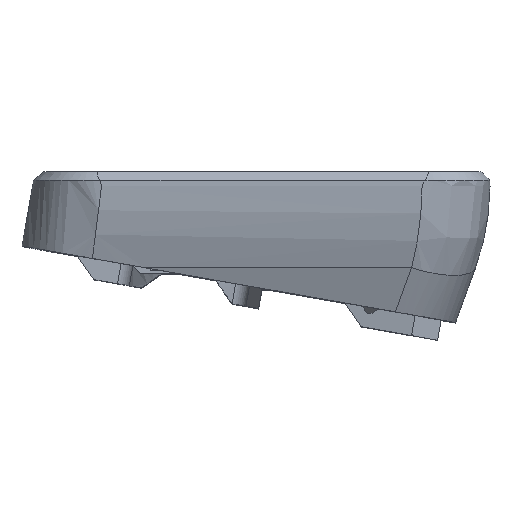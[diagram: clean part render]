
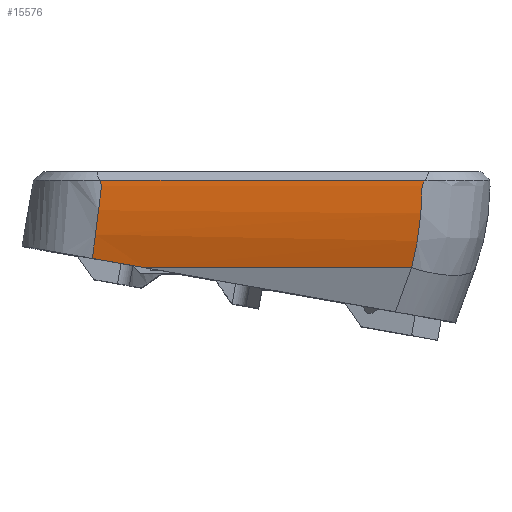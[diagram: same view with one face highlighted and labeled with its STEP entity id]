
A CAD part, top view. The second image highlights one B-rep face of the part: STEP entity #15576.
In plain terms, the highlighted cylindrical face has radius 50 mm (diameter 100 mm), a partial arc.
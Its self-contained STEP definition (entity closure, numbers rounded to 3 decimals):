
#152=CYLINDRICAL_SURFACE('',#16469,50.);
#802=ELLIPSE('',#16429,61.612,50.);
#805=ELLIPSE('',#16470,287.939,50.);
#1077=FACE_OUTER_BOUND('',#1929,.T.);
#1929=EDGE_LOOP('',(#10386,#10387,#10388,#10389,#10390,#10391,#10392,#10393,
#10394,#10395,#10396));
#2852=B_SPLINE_CURVE_WITH_KNOTS('',3,(#23104,#23105,#23106,#23107),
 .UNSPECIFIED.,.F.,.F.,(4,4),(4.093,4.119),
 .UNSPECIFIED.);
#2858=B_SPLINE_CURVE_WITH_KNOTS('',3,(#23314,#23315,#23316,#23317),
 .UNSPECIFIED.,.F.,.F.,(4,4),(0.,0.003),.UNSPECIFIED.);
#2865=B_SPLINE_CURVE_WITH_KNOTS('',3,(#23515,#23516,#23517,#23518),
 .UNSPECIFIED.,.F.,.F.,(4,4),(-0.586,-0.57),
 .UNSPECIFIED.);
#2866=B_SPLINE_CURVE_WITH_KNOTS('',3,(#23520,#23521,#23522,#23523,#23524,
#23525,#23526,#23527,#23528,#23529,#23530,#23531,#23532,#23533,#23534,#23535,
#23536,#23537,#23538),.UNSPECIFIED.,.F.,.F.,(4,3,3,3,3,3,4),(0.,0.002,
0.025,0.047,0.069,0.091,
0.099),.UNSPECIFIED.);
#2870=B_SPLINE_CURVE_WITH_KNOTS('',3,(#23891,#23892,#23893,#23894),
 .UNSPECIFIED.,.F.,.F.,(4,4),(1.262,1.566),
 .UNSPECIFIED.);
#2871=B_SPLINE_CURVE_WITH_KNOTS('',3,(#23896,#23897,#23898,#23899,#23900,
#23901,#23902,#23903,#23904,#23905,#23906,#23907,#23908),.UNSPECIFIED.,
 .F.,.F.,(4,3,3,3,4),(0.,0.022,0.044,0.067,
0.089),.UNSPECIFIED.);
#2872=B_SPLINE_CURVE_WITH_KNOTS('',3,(#23909,#23910,#23911,#23912),
 .UNSPECIFIED.,.F.,.F.,(4,4),(0.,0.019),.UNSPECIFIED.);
#2973=LINE('',#23156,#4627);
#2998=LINE('',#24114,#4652);
#4627=VECTOR('',#17870,10.);
#4652=VECTOR('',#17989,10.);
#6289=VERTEX_POINT('',#23071);
#6290=VERTEX_POINT('',#23103);
#6293=VERTEX_POINT('',#23149);
#6294=VERTEX_POINT('',#23287);
#6304=VERTEX_POINT('',#23514);
#6305=VERTEX_POINT('',#23519);
#6306=VERTEX_POINT('',#23539);
#6366=VERTEX_POINT('',#23858);
#6367=VERTEX_POINT('',#23890);
#6368=VERTEX_POINT('',#23895);
#6373=VERTEX_POINT('',#24112);
#7855=EDGE_CURVE('',#6289,#6290,#2852,.T.);
#7860=EDGE_CURVE('',#6293,#6289,#2973,.T.);
#7863=EDGE_CURVE('',#6294,#6293,#2858,.T.);
#7875=EDGE_CURVE('',#6304,#6290,#2865,.T.);
#7876=EDGE_CURVE('',#6305,#6304,#2866,.T.);
#7877=EDGE_CURVE('',#6305,#6306,#802,.T.);
#7939=EDGE_CURVE('',#6366,#6367,#2870,.T.);
#7940=EDGE_CURVE('',#6367,#6368,#2871,.T.);
#7941=EDGE_CURVE('',#6368,#6294,#2872,.T.);
#7948=EDGE_CURVE('',#6373,#6366,#805,.T.);
#7949=EDGE_CURVE('',#6373,#6306,#2998,.T.);
#10386=ORIENTED_EDGE('',*,*,#7863,.F.);
#10387=ORIENTED_EDGE('',*,*,#7941,.F.);
#10388=ORIENTED_EDGE('',*,*,#7940,.F.);
#10389=ORIENTED_EDGE('',*,*,#7939,.F.);
#10390=ORIENTED_EDGE('',*,*,#7948,.F.);
#10391=ORIENTED_EDGE('',*,*,#7949,.T.);
#10392=ORIENTED_EDGE('',*,*,#7877,.F.);
#10393=ORIENTED_EDGE('',*,*,#7876,.T.);
#10394=ORIENTED_EDGE('',*,*,#7875,.T.);
#10395=ORIENTED_EDGE('',*,*,#7855,.F.);
#10396=ORIENTED_EDGE('',*,*,#7860,.F.);
#15576=ADVANCED_FACE('',(#1077),#152,.T.);
#16429=AXIS2_PLACEMENT_3D('',#23540,#17882,#17883);
#16469=AXIS2_PLACEMENT_3D('',#24111,#17985,#17986);
#16470=AXIS2_PLACEMENT_3D('',#24113,#17987,#17988);
#17870=DIRECTION('',(1.,0.,0.));
#17882=DIRECTION('center_axis',(0.812,0.,
-0.584));
#17883=DIRECTION('ref_axis',(0.584,0.,0.812));
#17985=DIRECTION('center_axis',(1.,0.,0.));
#17986=DIRECTION('ref_axis',(0.,-0.174,0.985));
#17987=DIRECTION('center_axis',(-0.174,-0.985,0.));
#17988=DIRECTION('ref_axis',(0.985,-0.174,0.));
#17989=DIRECTION('',(1.,0.,0.));
#23071=CARTESIAN_POINT('',(75.646,27.801,51.327));
#23103=CARTESIAN_POINT('',(75.673,27.8,51.327));
#23104=CARTESIAN_POINT('Ctrl Pts',(75.646,27.801,51.327));
#23105=CARTESIAN_POINT('Ctrl Pts',(75.655,27.801,51.327));
#23106=CARTESIAN_POINT('Ctrl Pts',(75.664,27.8,51.327));
#23107=CARTESIAN_POINT('Ctrl Pts',(75.673,27.8,51.327));
#23149=CARTESIAN_POINT('',(8.646,27.801,51.327));
#23156=CARTESIAN_POINT('',(41.222,27.801,51.327));
#23287=CARTESIAN_POINT('',(8.619,27.8,51.327));
#23314=CARTESIAN_POINT('Ctrl Pts',(8.619,27.8,51.327));
#23315=CARTESIAN_POINT('Ctrl Pts',(8.628,27.8,51.327));
#23316=CARTESIAN_POINT('Ctrl Pts',(8.637,27.801,51.327));
#23317=CARTESIAN_POINT('Ctrl Pts',(8.646,27.801,51.327));
#23514=CARTESIAN_POINT('',(75.601,27.663,51.33));
#23515=CARTESIAN_POINT('Ctrl Pts',(75.601,27.663,51.33));
#23516=CARTESIAN_POINT('Ctrl Pts',(75.625,27.709,51.329));
#23517=CARTESIAN_POINT('Ctrl Pts',(75.649,27.754,51.328));
#23518=CARTESIAN_POINT('Ctrl Pts',(75.673,27.8,51.327));
#23519=CARTESIAN_POINT('',(75.095,26.687,51.335));
#23520=CARTESIAN_POINT('Ctrl Pts',(75.095,26.687,51.335));
#23521=CARTESIAN_POINT('Ctrl Pts',(75.098,26.694,51.335));
#23522=CARTESIAN_POINT('Ctrl Pts',(75.102,26.7,51.335));
#23523=CARTESIAN_POINT('Ctrl Pts',(75.105,26.707,51.335));
#23524=CARTESIAN_POINT('Ctrl Pts',(75.14,26.776,51.335));
#23525=CARTESIAN_POINT('Ctrl Pts',(75.178,26.85,51.335));
#23526=CARTESIAN_POINT('Ctrl Pts',(75.217,26.926,51.335));
#23527=CARTESIAN_POINT('Ctrl Pts',(75.255,26.999,51.335));
#23528=CARTESIAN_POINT('Ctrl Pts',(75.293,27.075,51.335));
#23529=CARTESIAN_POINT('Ctrl Pts',(75.333,27.15,51.335));
#23530=CARTESIAN_POINT('Ctrl Pts',(75.372,27.226,51.334));
#23531=CARTESIAN_POINT('Ctrl Pts',(75.411,27.302,51.334));
#23532=CARTESIAN_POINT('Ctrl Pts',(75.45,27.376,51.333));
#23533=CARTESIAN_POINT('Ctrl Pts',(75.49,27.453,51.332));
#23534=CARTESIAN_POINT('Ctrl Pts',(75.53,27.529,51.332));
#23535=CARTESIAN_POINT('Ctrl Pts',(75.567,27.599,51.331));
#23536=CARTESIAN_POINT('Ctrl Pts',(75.579,27.621,51.33));
#23537=CARTESIAN_POINT('Ctrl Pts',(75.59,27.642,51.33));
#23538=CARTESIAN_POINT('Ctrl Pts',(75.601,27.663,51.33));
#23539=CARTESIAN_POINT('',(72.924,9.808,48.32));
#23540=CARTESIAN_POINT('Origin',(39.095,26.909,1.335));
#23858=CARTESIAN_POINT('',(7.115,11.702,48.965));
#23890=CARTESIAN_POINT('',(9.018,26.687,51.335));
#23891=CARTESIAN_POINT('Ctrl Pts',(7.115,11.702,48.965));
#23892=CARTESIAN_POINT('Ctrl Pts',(7.729,16.539,50.507));
#23893=CARTESIAN_POINT('Ctrl Pts',(8.373,21.611,51.312));
#23894=CARTESIAN_POINT('Ctrl Pts',(9.018,26.687,51.335));
#23895=CARTESIAN_POINT('',(8.683,27.621,51.33));
#23896=CARTESIAN_POINT('Ctrl Pts',(9.018,26.687,51.335));
#23897=CARTESIAN_POINT('Ctrl Pts',(8.993,26.757,51.335));
#23898=CARTESIAN_POINT('Ctrl Pts',(8.965,26.834,51.335));
#23899=CARTESIAN_POINT('Ctrl Pts',(8.937,26.913,51.335));
#23900=CARTESIAN_POINT('Ctrl Pts',(8.909,26.99,51.335));
#23901=CARTESIAN_POINT('Ctrl Pts',(8.881,27.07,51.335));
#23902=CARTESIAN_POINT('Ctrl Pts',(8.852,27.15,51.335));
#23903=CARTESIAN_POINT('Ctrl Pts',(8.822,27.232,51.334));
#23904=CARTESIAN_POINT('Ctrl Pts',(8.793,27.315,51.334));
#23905=CARTESIAN_POINT('Ctrl Pts',(8.764,27.395,51.333));
#23906=CARTESIAN_POINT('Ctrl Pts',(8.736,27.474,51.332));
#23907=CARTESIAN_POINT('Ctrl Pts',(8.708,27.551,51.331));
#23908=CARTESIAN_POINT('Ctrl Pts',(8.683,27.621,51.33));
#23909=CARTESIAN_POINT('Ctrl Pts',(8.683,27.621,51.33));
#23910=CARTESIAN_POINT('Ctrl Pts',(8.661,27.681,51.329));
#23911=CARTESIAN_POINT('Ctrl Pts',(8.64,27.74,51.328));
#23912=CARTESIAN_POINT('Ctrl Pts',(8.619,27.8,51.327));
#24111=CARTESIAN_POINT('Origin',(41.222,26.909,1.335));
#24112=CARTESIAN_POINT('',(17.862,9.808,48.32));
#24113=CARTESIAN_POINT('Origin',(-79.123,26.909,1.335));
#24114=CARTESIAN_POINT('',(41.222,9.808,48.32));
